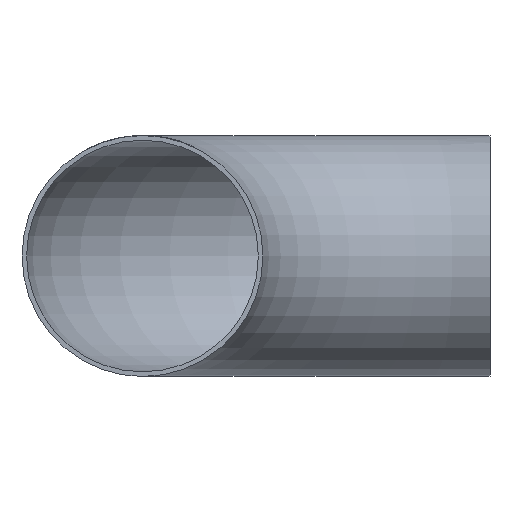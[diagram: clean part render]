
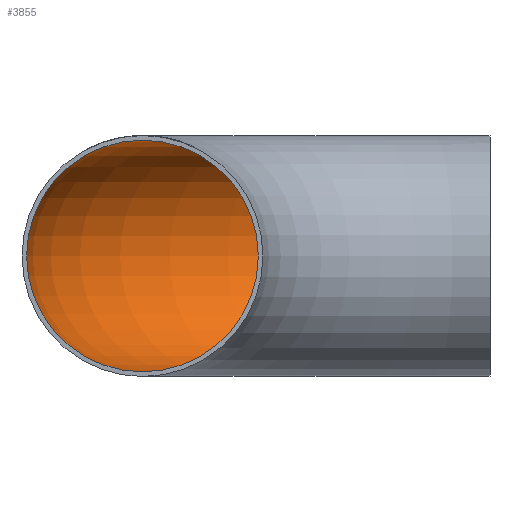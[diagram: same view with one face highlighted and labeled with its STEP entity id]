
A CAD part, front view. The second image highlights one B-rep face of the part: STEP entity #3855.
In plain terms, the highlighted toroidal (fillet/blend) face has major radius 150 mm and minor radius 50 mm.
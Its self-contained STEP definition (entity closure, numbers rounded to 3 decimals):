
#132 = DIRECTION ( 'NONE',  ( 0., 1., 0. ) ) ;
#1090 = CARTESIAN_POINT ( 'NONE',  ( -150., 0., 50. ) ) ;
#1331 = DIRECTION ( 'NONE',  ( 0., 0., 1. ) ) ;
#1948 = EDGE_CURVE ( 'NONE', #6120, #6120, #2480, .T. ) ;
#2124 = DIRECTION ( 'NONE',  ( 0., 0., -1. ) ) ;
#2480 = CIRCLE ( 'NONE', #5486, 50. ) ;
#3156 = EDGE_LOOP ( 'NONE', ( #4225 ) ) ;
#3814 = VERTEX_POINT ( 'NONE', #4009 ) ;
#3855 = ADVANCED_FACE ( 'NONE', ( #6958, #5636 ), #3932, .F. ) ;
#3932 = TOROIDAL_SURFACE ( 'NONE', #5230, 150., 50. ) ;
#4009 = CARTESIAN_POINT ( 'NONE',  ( 0., 200., 0. ) ) ;
#4225 = ORIENTED_EDGE ( 'NONE', *, *, #7034, .T. ) ;
#4658 = DIRECTION ( 'NONE',  ( 1., 0., 0. ) ) ;
#4950 = ORIENTED_EDGE ( 'NONE', *, *, #1948, .F. ) ;
#5230 = AXIS2_PLACEMENT_3D ( 'NONE', #7175, #2124, #5471 ) ;
#5471 = DIRECTION ( 'NONE',  ( -1., 0., 0. ) ) ;
#5486 = AXIS2_PLACEMENT_3D ( 'NONE', #5791, #6342, #1331 ) ;
#5636 = FACE_OUTER_BOUND ( 'NONE', #6598, .T. ) ;
#5705 = CIRCLE ( 'NONE', #6632, 50. ) ;
#5791 = CARTESIAN_POINT ( 'NONE',  ( -150., 0., 0. ) ) ;
#6120 = VERTEX_POINT ( 'NONE', #1090 ) ;
#6342 = DIRECTION ( 'NONE',  ( 0., 1., 0. ) ) ;
#6598 = EDGE_LOOP ( 'NONE', ( #4950 ) ) ;
#6632 = AXIS2_PLACEMENT_3D ( 'NONE', #6849, #4658, #132 ) ;
#6849 = CARTESIAN_POINT ( 'NONE',  ( 0., 150., 0. ) ) ;
#6958 = FACE_OUTER_BOUND ( 'NONE', #3156, .T. ) ;
#7034 = EDGE_CURVE ( 'NONE', #3814, #3814, #5705, .T. ) ;
#7175 = CARTESIAN_POINT ( 'NONE',  ( 0., 0., 0. ) ) ;
